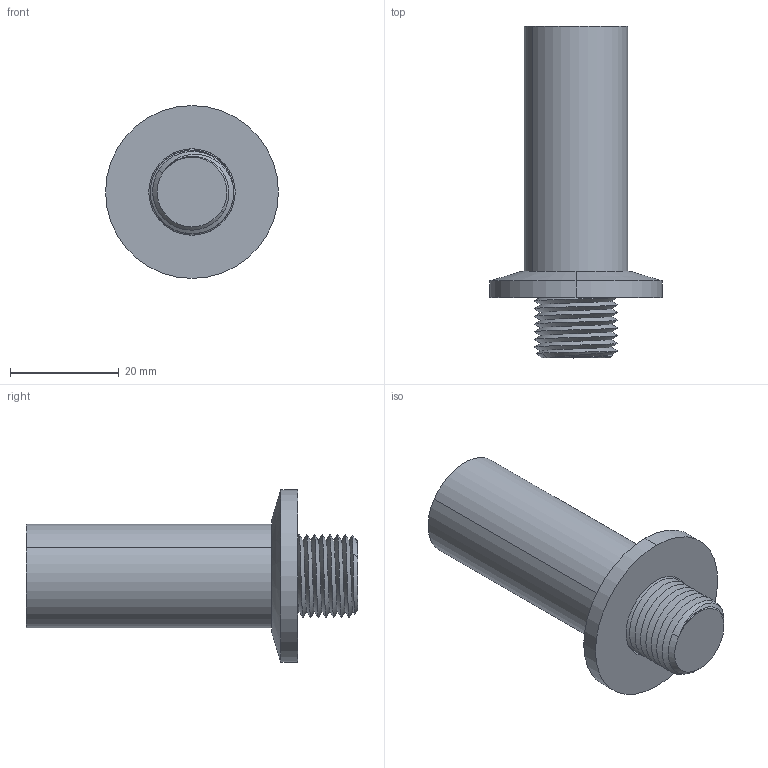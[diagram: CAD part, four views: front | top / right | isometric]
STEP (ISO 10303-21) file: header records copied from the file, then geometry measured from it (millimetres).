
FILE_DESCRIPTION (( 'STEP AP214' ), '1' );
FILE_NAME ('FT2012.STEP', '2025-04-24T16:26:58', ( '' ), ( '' ), 'SwSTEP 2.0', 'SolidWorks 2023', '' );
FILE_SCHEMA (( 'AUTOMOTIVE_DESIGN' ));
Length unit declared in the file: inch
Products named in the file (3): FT2012_5_2.4; FT2012; FT2016
Assembly tree (2 placements, depth 2):
  FT2012
    FT2016
    FT2012_5_2.4
Bounding box: 31.75 x 60.96 x 31.75 mm (x, y, z)
Volume: 17841.7 mm3; surface area: 6203.2 mm2
Topology: 2 solids, 2 shells, 23 faces, 50 edges, 32 vertices
Faces by surface type: cylinder 8, cone 6, plane 6, bspline 3
Entity records: 1823 total; most frequent: CARTESIAN_POINT 1240, DIRECTION 109, ORIENTED_EDGE 100, EDGE_CURVE 50, AXIS2_PLACEMENT_3D 45, VERTEX_POINT 32, EDGE_LOOP 26, FACE_OUTER_BOUND 23
